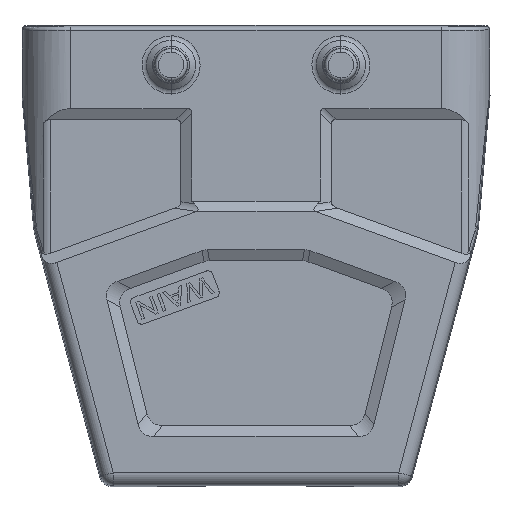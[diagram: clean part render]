
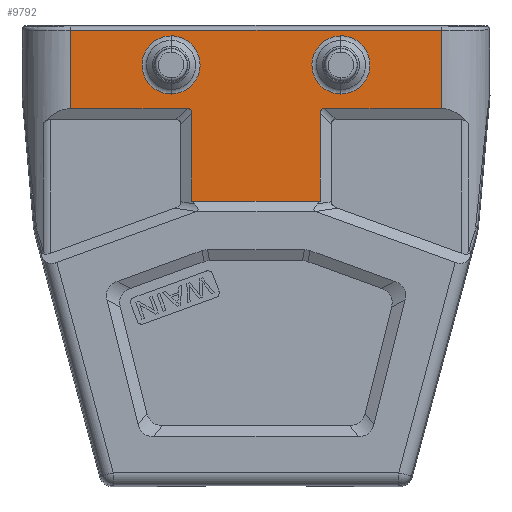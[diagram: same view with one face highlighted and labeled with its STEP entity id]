
A CAD part, front view. The second image highlights one B-rep face of the part: STEP entity #9792.
In plain terms, the highlighted planar face has unit normal (0, -1, 0).
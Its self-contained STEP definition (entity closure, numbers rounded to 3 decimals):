
#245=CARTESIAN_POINT('',(-28.878,-21.5,
-0.783));
#247=DIRECTION('',(0.,0.,-1.));
#248=VECTOR('',#247,12.217);
#249=CARTESIAN_POINT('',(-28.878,-21.5,
-0.783));
#250=LINE('',#249,#248);
#767=CARTESIAN_POINT('',(28.878,-21.5,
-0.783));
#793=CARTESIAN_POINT('',(28.878,-21.5,-13.));
#795=DIRECTION('',(0.,0.,1.));
#796=VECTOR('',#795,12.217);
#797=CARTESIAN_POINT('',(28.878,-21.5,-13.));
#798=LINE('',#797,#796);
#809=DIRECTION('',(-1.,0.,0.));
#810=VECTOR('',#809,57.755);
#811=CARTESIAN_POINT('',(28.878,-21.5,
-0.783));
#812=LINE('',#811,#810);
#817=DIRECTION('',(-1.,0.,0.));
#818=VECTOR('',#817,20.);
#819=CARTESIAN_POINT('',(10.,-21.5,-27.456));
#820=LINE('',#819,#818);
#821=CARTESIAN_POINT('',(13.25,-21.5,-6.2));
#822=DIRECTION('',(0.,-1.,0.));
#823=DIRECTION('',(0.,0.,-1.));
#824=AXIS2_PLACEMENT_3D('',#821,#822,#823);
#826=CARTESIAN_POINT('',(13.25,-21.5,-6.2));
#827=DIRECTION('',(0.,-1.,0.));
#828=DIRECTION('',(0.076,0.,0.997));
#829=AXIS2_PLACEMENT_3D('',#826,#827,#828);
#831=CARTESIAN_POINT('',(13.25,-21.5,-6.2));
#832=DIRECTION('',(0.,-1.,0.));
#833=DIRECTION('',(0.,0.,1.));
#834=AXIS2_PLACEMENT_3D('',#831,#832,#833);
#836=CARTESIAN_POINT('',(13.25,-21.5,-6.2));
#837=DIRECTION('',(0.,-1.,0.));
#838=DIRECTION('',(-0.076,0.,-0.997));
#839=AXIS2_PLACEMENT_3D('',#836,#837,#838);
#841=CARTESIAN_POINT('',(-13.25,-21.5,-6.2));
#842=DIRECTION('',(0.,-1.,0.));
#843=DIRECTION('',(0.,0.,-1.));
#844=AXIS2_PLACEMENT_3D('',#841,#842,#843);
#846=CARTESIAN_POINT('',(-13.25,-21.5,-6.2));
#847=DIRECTION('',(0.,-1.,0.));
#848=DIRECTION('',(0.076,0.,0.997));
#849=AXIS2_PLACEMENT_3D('',#846,#847,#848);
#851=CARTESIAN_POINT('',(-13.25,-21.5,-6.2));
#852=DIRECTION('',(0.,-1.,0.));
#853=DIRECTION('',(0.,0.,1.));
#854=AXIS2_PLACEMENT_3D('',#851,#852,#853);
#856=CARTESIAN_POINT('',(-13.25,-21.5,-6.2));
#857=DIRECTION('',(0.,-1.,0.));
#858=DIRECTION('',(-0.076,0.,-0.997));
#859=AXIS2_PLACEMENT_3D('',#856,#857,#858);
#871=DIRECTION('',(1.,0.,0.));
#872=VECTOR('',#871,18.128);
#873=CARTESIAN_POINT('',(10.75,-21.5,-13.));
#874=LINE('',#873,#872);
#971=DIRECTION('',(1.,0.,0.));
#972=VECTOR('',#971,18.128);
#973=CARTESIAN_POINT('',(-28.878,-21.5,-13.));
#974=LINE('',#973,#972);
#985=CARTESIAN_POINT('',(-10.75,-21.5,-13.));
#986=CARTESIAN_POINT('',(-10.5,-21.5,-13.));
#987=CARTESIAN_POINT('',(-10.138,-21.5,-13.138));
#988=CARTESIAN_POINT('',(-10.,-21.5,-13.5));
#989=CARTESIAN_POINT('',(-10.,-21.5,-13.75));
#1003=DIRECTION('',(0.,0.,-1.));
#1004=VECTOR('',#1003,13.706);
#1005=CARTESIAN_POINT('',(-10.,-21.5,-13.75));
#1006=LINE('',#1005,#1004);
#1007=DIRECTION('',(0.,0.,1.));
#1008=VECTOR('',#1007,13.706);
#1009=CARTESIAN_POINT('',(10.,-21.5,-27.456));
#1010=LINE('',#1009,#1008);
#1029=CARTESIAN_POINT('',(10.,-21.5,-13.75));
#1030=CARTESIAN_POINT('',(10.,-21.5,-13.5));
#1031=CARTESIAN_POINT('',(10.138,-21.5,-13.138));
#1032=CARTESIAN_POINT('',(10.5,-21.5,-13.));
#1033=CARTESIAN_POINT('',(10.75,-21.5,-13.));
#7370=VERTEX_POINT('',#245);
#7371=CARTESIAN_POINT('',(-28.878,-21.5,-13.));
#7372=VERTEX_POINT('',#7371);
#7550=VERTEX_POINT('',#767);
#7556=VERTEX_POINT('',#793);
#7560=CARTESIAN_POINT('',(10.75,-21.5,-13.));
#7561=VERTEX_POINT('',#7560);
#7562=VERTEX_POINT('',#1029);
#7563=CARTESIAN_POINT('',(10.,-21.5,-27.456));
#7564=VERTEX_POINT('',#7563);
#7565=CARTESIAN_POINT('',(-10.,-21.5,-27.456));
#7566=VERTEX_POINT('',#7565);
#7567=CARTESIAN_POINT('',(-10.,-21.5,-13.75));
#7568=VERTEX_POINT('',#7567);
#7569=VERTEX_POINT('',#985);
#7570=CARTESIAN_POINT('',(13.25,-21.5,-10.731));
#7571=CARTESIAN_POINT('',(13.595,-21.5,-1.682));
#7572=VERTEX_POINT('',#7570);
#7573=VERTEX_POINT('',#7571);
#7574=CARTESIAN_POINT('',(13.25,-21.5,-1.669));
#7575=VERTEX_POINT('',#7574);
#7576=CARTESIAN_POINT('',(12.905,-21.5,-10.718));
#7577=VERTEX_POINT('',#7576);
#7578=CARTESIAN_POINT('',(-13.25,-21.5,-10.731));
#7579=CARTESIAN_POINT('',(-12.905,-21.5,-1.682));
#7580=VERTEX_POINT('',#7578);
#7581=VERTEX_POINT('',#7579);
#7582=CARTESIAN_POINT('',(-13.25,-21.5,-1.669));
#7583=VERTEX_POINT('',#7582);
#7584=CARTESIAN_POINT('',(-13.595,-21.5,-10.718));
#7585=VERTEX_POINT('',#7584);
#9748=CARTESIAN_POINT('',(0.,-21.5,0.));
#9749=DIRECTION('',(0.,1.,0.));
#9750=DIRECTION('',(-1.,0.,0.));
#9751=AXIS2_PLACEMENT_3D('',#9748,#9749,#9750);
#9752=PLANE('',#9751);
#9753=ORIENTED_EDGE('',*,*,#9739,.F.);
#9754=ORIENTED_EDGE('',*,*,#9714,.F.);
#9756=ORIENTED_EDGE('',*,*,#9755,.F.);
#9758=ORIENTED_EDGE('',*,*,#9757,.F.);
#9760=ORIENTED_EDGE('',*,*,#9759,.F.);
#9762=ORIENTED_EDGE('',*,*,#9761,.T.);
#9764=ORIENTED_EDGE('',*,*,#9763,.F.);
#9766=ORIENTED_EDGE('',*,*,#9765,.F.);
#9768=ORIENTED_EDGE('',*,*,#9767,.F.);
#9769=ORIENTED_EDGE('',*,*,#8757,.F.);
#9770=EDGE_LOOP('',(#9753,#9754,#9756,#9758,#9760,#9762,#9764,#9766,#9768,
#9769));
#9771=FACE_OUTER_BOUND('',#9770,.F.);
#9773=ORIENTED_EDGE('',*,*,#9772,.T.);
#9775=ORIENTED_EDGE('',*,*,#9774,.T.);
#9777=ORIENTED_EDGE('',*,*,#9776,.T.);
#9779=ORIENTED_EDGE('',*,*,#9778,.T.);
#9780=EDGE_LOOP('',(#9773,#9775,#9777,#9779));
#9781=FACE_BOUND('',#9780,.F.);
#9783=ORIENTED_EDGE('',*,*,#9782,.T.);
#9785=ORIENTED_EDGE('',*,*,#9784,.T.);
#9787=ORIENTED_EDGE('',*,*,#9786,.T.);
#9789=ORIENTED_EDGE('',*,*,#9788,.T.);
#9790=EDGE_LOOP('',(#9783,#9785,#9787,#9789));
#9791=FACE_BOUND('',#9790,.F.);
#9792=ADVANCED_FACE('',(#9771,#9781,#9791),#9752,.F.);
#825=CIRCLE('',#824,4.531);
#830=CIRCLE('',#829,4.531);
#835=CIRCLE('',#834,4.531);
#840=CIRCLE('',#839,4.531);
#845=CIRCLE('',#844,4.531);
#850=CIRCLE('',#849,4.531);
#855=CIRCLE('',#854,4.531);
#860=CIRCLE('',#859,4.531);
#990=B_SPLINE_CURVE_WITH_KNOTS('',3,(#985,#986,#987,#988,#989),.UNSPECIFIED.,
.F.,.F.,(4,1,4),(0.,0.5,1.),.UNSPECIFIED.);
#1034=B_SPLINE_CURVE_WITH_KNOTS('',3,(#1029,#1030,#1031,#1032,#1033),
.UNSPECIFIED.,.F.,.F.,(4,1,4),(0.,0.5,1.),.UNSPECIFIED.);
#8757=EDGE_CURVE('',#7370,#7372,#250,.T.);
#9714=EDGE_CURVE('',#7556,#7550,#798,.T.);
#9739=EDGE_CURVE('',#7550,#7370,#812,.T.);
#9755=EDGE_CURVE('',#7561,#7556,#874,.T.);
#9757=EDGE_CURVE('',#7562,#7561,#1034,.T.);
#9759=EDGE_CURVE('',#7564,#7562,#1010,.T.);
#9761=EDGE_CURVE('',#7564,#7566,#820,.T.);
#9763=EDGE_CURVE('',#7568,#7566,#1006,.T.);
#9765=EDGE_CURVE('',#7569,#7568,#990,.T.);
#9767=EDGE_CURVE('',#7372,#7569,#974,.T.);
#9772=EDGE_CURVE('',#7572,#7573,#825,.T.);
#9774=EDGE_CURVE('',#7573,#7575,#830,.T.);
#9776=EDGE_CURVE('',#7575,#7577,#835,.T.);
#9778=EDGE_CURVE('',#7577,#7572,#840,.T.);
#9782=EDGE_CURVE('',#7580,#7581,#845,.T.);
#9784=EDGE_CURVE('',#7581,#7583,#850,.T.);
#9786=EDGE_CURVE('',#7583,#7585,#855,.T.);
#9788=EDGE_CURVE('',#7585,#7580,#860,.T.);
